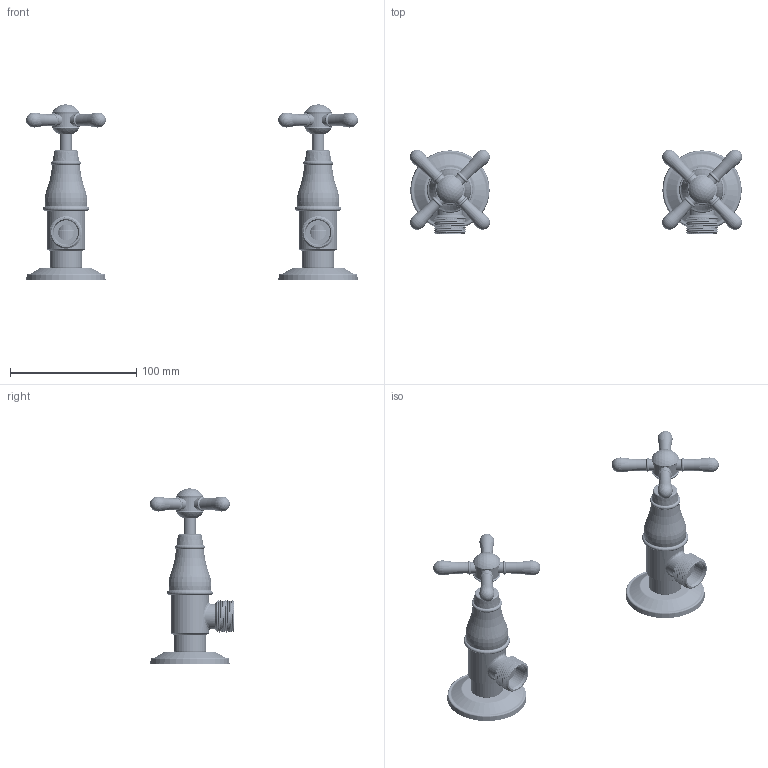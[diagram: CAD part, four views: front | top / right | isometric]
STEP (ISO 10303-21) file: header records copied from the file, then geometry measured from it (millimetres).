
FILE_DESCRIPTION (( 'STEP AP203' ), '1' );
FILE_NAME ('MV1017CH.STEP', '2020-02-26T07:20:17', ( 'Windows 蚚誧' ), ( '' ), 'SwSTEP 2.0', 'SolidWorks 2019', '' );
FILE_SCHEMA (( 'CONFIG_CONTROL_DESIGN' ));
Length unit declared in the file: millimetre
Products named in the file (22): 90鞣羲喳喘佪裝 G16007C01; 鞣羲36.5詢概裔 J05010C00; 19.5x15x2.5菜え (M03047Q00); G5-8砦阨郋砎蝶え; 炴畟褒概郪-90鞣羲; MV褒概笘欶; MV十字手柄 - 入墙; 28.5X22.5X1.5綻祧菜え; 90慢开插齿G58阀芯（36.5阀盖） - 入墙; 砦阨郋郪; MV1017CH; 囀鞠褒潑芛蹟佪M5x12 (G12090G00); J03015G00  C花洒杆墙罩; G5-8砦阨郋极; MV坋趼忒梟裝; 囀鞠褒潑芛蹟佪M5x8  (G12096G00); MV邧參坋趼忒謫釱; 70炴畟儂褒概极
Assembly tree (44 placements, depth 5):
  MV1017CH
    炴畟褒概郪-90鞣羲
      70炴畟儂褒概极
      MV褒概笘欶
      90慢开插齿G58阀芯（36.5阀盖） - 入墙
        鞣羲36.5詢概裔 J05010C00
        90鞣羲喳喘佪裝 G16007C01
        砦阨郋郪
          G5-8砦阨郋极
          G5-8砦阨郋砎蝶え
        28.5X22.5X1.5綻祧菜え
      19.5x15x2.5菜え (M03047Q00)
    炴畟褒概郪-90鞣羲
      70炴畟儂褒概极
      MV褒概笘欶
      90慢开插齿G58阀芯（36.5阀盖） - 入墙
        鞣羲36.5詢概裔 J05010C00
        90鞣羲喳喘佪裝 G16007C01
        砦阨郋郪
          G5-8砦阨郋极
          G5-8砦阨郋砎蝶え
        28.5X22.5X1.5綻祧菜え
      19.5x15x2.5菜え (M03047Q00)
    MV十字手柄 - 入墙
      MV邧參坋趼忒謫釱
      MV坋趼忒梟裝  x4
      囀鞠褒潑芛蹟佪M5x8  (G12096G00)  x3
      囀鞠褒潑芛蹟佪M5x12 (G12090G00)
    MV十字手柄 - 入墙
      MV邧參坋趼忒謫釱
      MV坋趼忒梟裝  x4
      囀鞠褒潑芛蹟佪M5x8  (G12096G00)  x3
      囀鞠褒潑芛蹟佪M5x12 (G12090G00)
    J03015G00  C花洒杆墙罩  x2
Bounding box: 263.32 x 66.66 x 139.1 mm (x, y, z)
Volume: 121093.3 mm3; surface area: 106227.3 mm2
Topology: 36 solids, 36 shells, 2300 faces, 6220 edges, 4008 vertices
Faces by surface type: cylinder 1078, plane 466, cone 314, bspline 226, torus 208, sphere 8
Entity records: 71735 total; most frequent: CARTESIAN_POINT 48662, ORIENTED_EDGE 4796, DIRECTION 3662, EDGE_CURVE 2398, VERTEX_POINT 1561, AXIS2_PLACEMENT_3D 1420, EDGE_LOOP 945, ADVANCED_FACE 892
